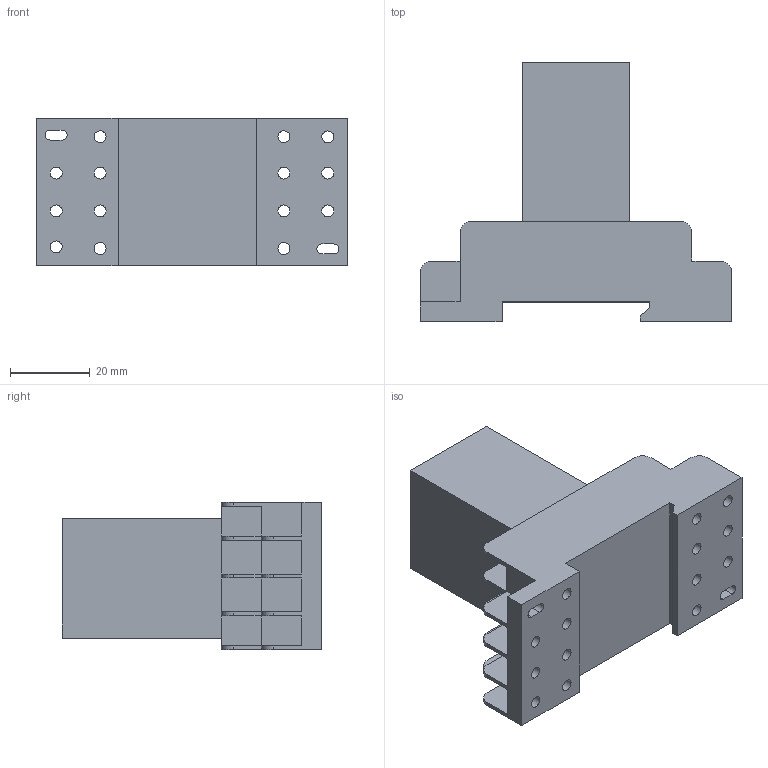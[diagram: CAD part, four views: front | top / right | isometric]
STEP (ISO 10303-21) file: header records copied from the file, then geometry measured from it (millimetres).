
FILE_DESCRIPTION(/* description */ (''),/* implementation_level */ '2;1');
FILE_NAME(/* name */ 'RXM4AB1BD_K1~K4_214.stp',/* time_stamp */ '2022-07-25T18:03:16+09:00',/* author */ ('User'),/* organization */ (''),/* preprocessor_version */ 'ST-DEVELOPER v18.1',/* originating_system */ 'Autodesk Inventor 2022',/* authorisation */ '');
FILE_SCHEMA (('AUTOMOTIVE_DESIGN { 1 0 10303 214 3 1 1 }'));
Length unit declared in the file: millimetre
Products named in the file (3): RXM4AB1BD_K1~K4; RelayA; Relay
Assembly tree (2 placements, depth 2):
  RXM4AB1BD_K1~K4
    RelayA
    Relay
Bounding box: 78 x 65 x 37 mm (x, y, z)
Volume: 75265.9 mm3; surface area: 21833.6 mm2
Topology: 2 solids, 2 shells, 136 faces, 354 edges, 222 vertices
Faces by surface type: plane 100, cylinder 36
Full cylindrical faces by diameter (mm): 3 x14
Entity records: 4291 total; most frequent: CARTESIAN_POINT 717, ORIENTED_EDGE 708, DIRECTION 708, EDGE_CURVE 354, LINE 282, VECTOR 282, VERTEX_POINT 222, AXIS2_PLACEMENT_3D 213
